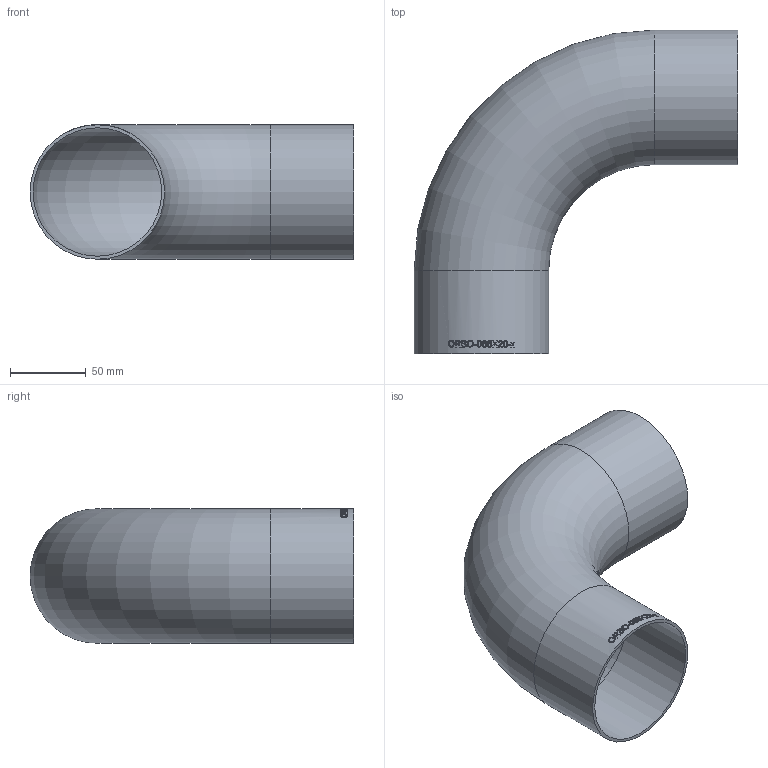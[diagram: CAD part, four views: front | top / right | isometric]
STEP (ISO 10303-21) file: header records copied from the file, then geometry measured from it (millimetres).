
FILE_DESCRIPTION (( 'STEP AP214' ), '1' );
FILE_NAME ('ORBO-088X20-x Bogen orbital Iso 2004.STEP', '2020-04-09T10:49:23', ( '' ), ( '' ), 'SwSTEP 2.0', 'SolidWorks 2019', '' );
FILE_SCHEMA (( 'AUTOMOTIVE_DESIGN' ));
Length unit declared in the file: millimetre
Products named in the file (1): ORBO-088X20-x Bogen orbital Iso 2004
Bounding box: 213.95 x 213.95 x 88.9 mm (x, y, z)
Volume: 158264.5 mm3; surface area: 159365.2 mm2
Topology: 1 solids, 1 shells, 190 faces, 492 edges, 327 vertices
Faces by surface type: bspline 121, plane 39, cylinder 28, torus 2
Full cylindrical faces by diameter (mm): 84.9 x2, 88.9 x2
Entity records: 29025 total; most frequent: CARTESIAN_POINT 23552, ORIENTED_EDGE 964, EDGE_CURVE 482, B_SPLINE_CURVE_WITH_KNOTS 378, VERTEX_POINT 324, DIRECTION 304, EDGE_LOOP 222, FACE_OUTER_BOUND 196
